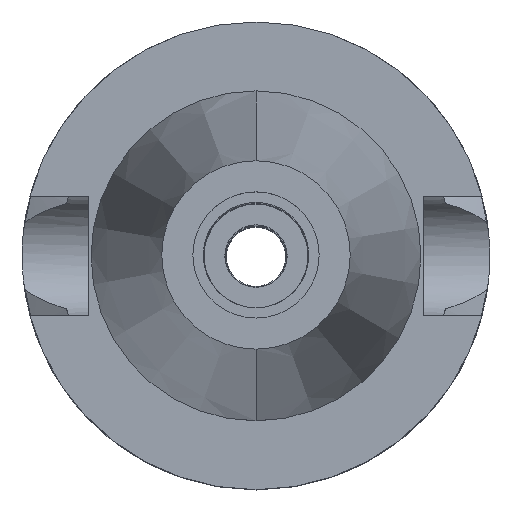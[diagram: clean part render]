
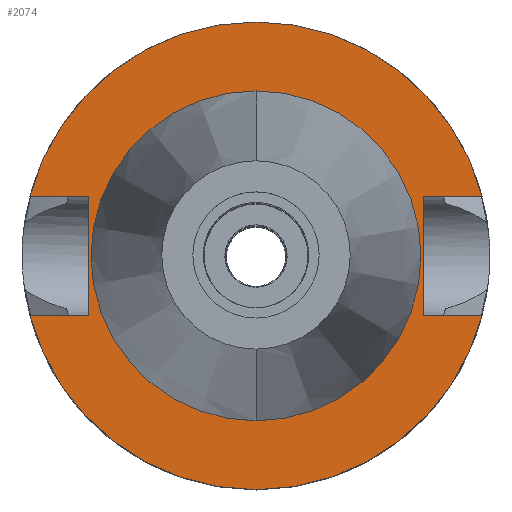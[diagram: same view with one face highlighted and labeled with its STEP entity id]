
A CAD part, top view. The second image highlights one B-rep face of the part: STEP entity #2074.
In plain terms, the highlighted planar face has unit normal (0, 0, 1).
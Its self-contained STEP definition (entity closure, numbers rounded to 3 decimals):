
#825=DIRECTION('',(1.,0.,0.));
#826=VECTOR('',#825,7.954);
#827=CARTESIAN_POINT('',(-30.454,8.05,-1.));
#828=LINE('',#827,#826);
#864=DIRECTION('',(1.,0.,0.));
#865=VECTOR('',#864,7.954);
#866=CARTESIAN_POINT('',(22.5,8.05,-1.));
#867=LINE('',#866,#865);
#911=DIRECTION('',(0.,1.,0.));
#912=VECTOR('',#911,16.1);
#913=CARTESIAN_POINT('',(-22.5,-8.05,-1.));
#914=LINE('',#913,#912);
#918=CARTESIAN_POINT('',(0.,0.,-1.));
#919=DIRECTION('',(0.,0.,-1.));
#920=DIRECTION('',(-0.967,0.256,0.));
#921=AXIS2_PLACEMENT_3D('',#918,#919,#920);
#926=CARTESIAN_POINT('',(0.,0.,-1.));
#927=DIRECTION('',(0.,0.,-1.));
#928=DIRECTION('',(0.,1.,0.));
#929=AXIS2_PLACEMENT_3D('',#926,#927,#928);
#934=DIRECTION('',(0.,-1.,0.));
#935=VECTOR('',#934,16.1);
#936=CARTESIAN_POINT('',(22.5,8.05,-1.));
#937=LINE('',#936,#935);
#941=DIRECTION('',(1.,0.,0.));
#942=VECTOR('',#941,7.954);
#943=CARTESIAN_POINT('',(22.5,-8.05,-1.));
#944=LINE('',#943,#942);
#948=CARTESIAN_POINT('',(0.,0.,-1.));
#949=DIRECTION('',(0.,0.,-1.));
#950=DIRECTION('',(0.967,-0.256,0.));
#951=AXIS2_PLACEMENT_3D('',#948,#949,#950);
#956=CARTESIAN_POINT('',(0.,0.,-1.));
#957=DIRECTION('',(0.,0.,-1.));
#958=DIRECTION('',(0.,-1.,0.));
#959=AXIS2_PLACEMENT_3D('',#956,#957,#958);
#964=DIRECTION('',(1.,0.,0.));
#965=VECTOR('',#964,7.954);
#966=CARTESIAN_POINT('',(-30.454,-8.05,-1.));
#967=LINE('',#966,#965);
#971=CARTESIAN_POINT('',(0.,0.,-1.));
#972=DIRECTION('',(0.,0.,1.));
#973=DIRECTION('',(0.,-1.,0.));
#974=AXIS2_PLACEMENT_3D('',#971,#972,#973);
#979=CARTESIAN_POINT('',(0.,0.,-1.));
#980=DIRECTION('',(0.,0.,1.));
#981=DIRECTION('',(0.,1.,0.));
#982=AXIS2_PLACEMENT_3D('',#979,#980,#981);
#1288=CARTESIAN_POINT('',(-22.5,-8.05,-1.));
#1289=VERTEX_POINT('',#1288);
#1290=CARTESIAN_POINT('',(-30.454,-8.05,-1.));
#1291=VERTEX_POINT('',#1290);
#1294=CARTESIAN_POINT('',(-22.5,8.05,-1.));
#1295=VERTEX_POINT('',#1294);
#1296=CARTESIAN_POINT('',(-30.454,8.05,-1.));
#1297=VERTEX_POINT('',#1296);
#1298=CARTESIAN_POINT('',(0.,31.5,-1.));
#1299=CARTESIAN_POINT('',(30.454,8.05,-1.));
#1300=VERTEX_POINT('',#1298);
#1301=VERTEX_POINT('',#1299);
#1302=CARTESIAN_POINT('',(22.5,8.05,-1.));
#1303=VERTEX_POINT('',#1302);
#1304=CARTESIAN_POINT('',(22.5,-8.05,-1.));
#1305=VERTEX_POINT('',#1304);
#1306=CARTESIAN_POINT('',(30.454,-8.05,-1.));
#1307=VERTEX_POINT('',#1306);
#1308=CARTESIAN_POINT('',(0.,-31.5,-1.));
#1309=VERTEX_POINT('',#1308);
#1310=CARTESIAN_POINT('',(0.,-22.225,-1.));
#1311=CARTESIAN_POINT('',(0.,22.225,-1.));
#1312=VERTEX_POINT('',#1310);
#1313=VERTEX_POINT('',#1311);
#2044=CARTESIAN_POINT('',(0.,0.,-1.));
#2045=DIRECTION('',(0.,0.,-1.));
#2046=DIRECTION('',(0.,-1.,0.));
#2047=AXIS2_PLACEMENT_3D('',#2044,#2045,#2046);
#2048=PLANE('',#2047);
#2050=ORIENTED_EDGE('',*,*,#2049,.T.);
#2051=ORIENTED_EDGE('',*,*,#1987,.F.);
#2053=ORIENTED_EDGE('',*,*,#2052,.T.);
#2055=ORIENTED_EDGE('',*,*,#2054,.T.);
#2056=ORIENTED_EDGE('',*,*,#2021,.F.);
#2057=ORIENTED_EDGE('',*,*,#2034,.T.);
#2059=ORIENTED_EDGE('',*,*,#2058,.T.);
#2061=ORIENTED_EDGE('',*,*,#2060,.T.);
#2063=ORIENTED_EDGE('',*,*,#2062,.T.);
#2065=ORIENTED_EDGE('',*,*,#2064,.T.);
#2066=EDGE_LOOP('',(#2050,#2051,#2053,#2055,#2056,#2057,#2059,#2061,#2063,
#2065));
#2067=FACE_OUTER_BOUND('',#2066,.F.);
#2069=ORIENTED_EDGE('',*,*,#2068,.T.);
#2071=ORIENTED_EDGE('',*,*,#2070,.T.);
#2072=EDGE_LOOP('',(#2069,#2071));
#2073=FACE_BOUND('',#2072,.F.);
#922=CIRCLE('',#921,31.5);
#930=CIRCLE('',#929,31.5);
#952=CIRCLE('',#951,31.5);
#960=CIRCLE('',#959,31.5);
#975=CIRCLE('',#974,22.225);
#983=CIRCLE('',#982,22.225);
#1987=EDGE_CURVE('',#1297,#1295,#828,.T.);
#2021=EDGE_CURVE('',#1303,#1301,#867,.T.);
#2034=EDGE_CURVE('',#1303,#1305,#937,.T.);
#2049=EDGE_CURVE('',#1289,#1295,#914,.T.);
#2052=EDGE_CURVE('',#1297,#1300,#922,.T.);
#2054=EDGE_CURVE('',#1300,#1301,#930,.T.);
#2058=EDGE_CURVE('',#1305,#1307,#944,.T.);
#2060=EDGE_CURVE('',#1307,#1309,#952,.T.);
#2062=EDGE_CURVE('',#1309,#1291,#960,.T.);
#2064=EDGE_CURVE('',#1291,#1289,#967,.T.);
#2068=EDGE_CURVE('',#1312,#1313,#975,.T.);
#2070=EDGE_CURVE('',#1313,#1312,#983,.T.);
#2074=ADVANCED_FACE('',(#2067,#2073),#2048,.F.);
